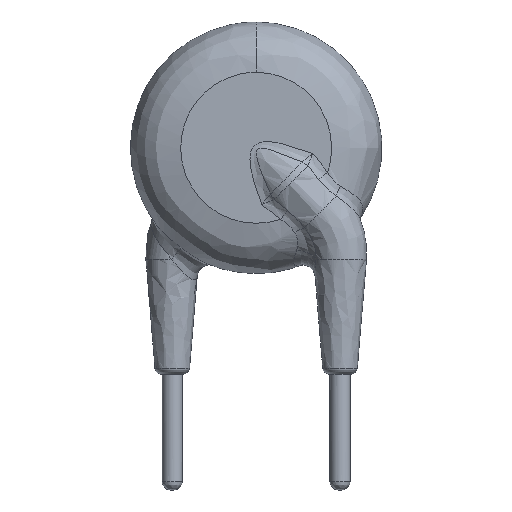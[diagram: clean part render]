
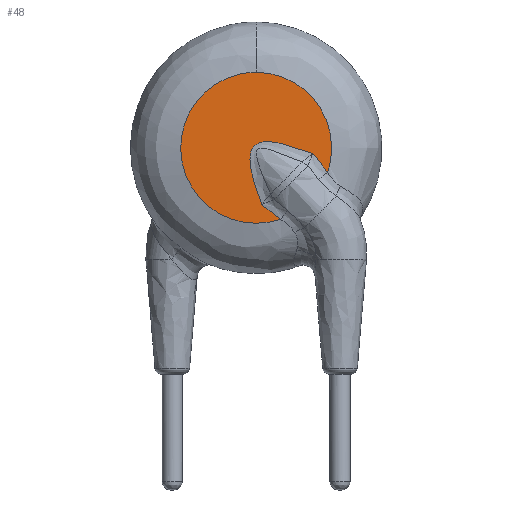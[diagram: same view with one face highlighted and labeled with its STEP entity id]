
A CAD part, front view. The second image highlights one B-rep face of the part: STEP entity #48.
In plain terms, the highlighted planar face has unit normal (0, -1, 0).
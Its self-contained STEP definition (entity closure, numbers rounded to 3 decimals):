
#48=ADVANCED_FACE('',(#99),#772,.T.);
#99=FACE_OUTER_BOUND('',#150,.T.);
#150=EDGE_LOOP('',(#203,#204,#205,#206,#207));
#203=ORIENTED_EDGE('',*,*,#430,.F.);
#204=ORIENTED_EDGE('',*,*,#431,.F.);
#205=ORIENTED_EDGE('',*,*,#438,.F.);
#206=ORIENTED_EDGE('',*,*,#442,.F.);
#207=ORIENTED_EDGE('',*,*,#429,.F.);
#429=EDGE_CURVE('',#659,#660,#577,.T.);
#430=EDGE_CURVE('',#661,#659,#578,.T.);
#431=EDGE_CURVE('',#662,#661,#579,.T.);
#438=EDGE_CURVE('',#663,#662,#548,.T.);
#442=EDGE_CURVE('',#660,#663,#550,.T.);
#548=(
BOUNDED_CURVE()
B_SPLINE_CURVE(2,(#5791,#5792,#5793,#5794,#5795),.UNSPECIFIED.,.F.,.F.)
B_SPLINE_CURVE_WITH_KNOTS((3,2,3),(7.804,9.943,12.081),
 .UNSPECIFIED.)
CURVE()
GEOMETRIC_REPRESENTATION_ITEM()
RATIONAL_B_SPLINE_CURVE((1.,0.889,1.,0.889,1.))
REPRESENTATION_ITEM('')
);
#550=(
BOUNDED_CURVE()
B_SPLINE_CURVE(2,(#5853,#5854,#5855,#5856,#5857,#5858,#5859,#5860,#5861),
 .UNSPECIFIED.,.F.,.F.)
B_SPLINE_CURVE_WITH_KNOTS((3,2,2,2,3),(0.,1.951,3.902,
5.853,7.804),.UNSPECIFIED.)
CURVE()
GEOMETRIC_REPRESENTATION_ITEM()
RATIONAL_B_SPLINE_CURVE((1.,0.907,1.,0.907,1.,0.907,
1.,0.907,1.))
REPRESENTATION_ITEM('')
);
#577=B_SPLINE_CURVE_WITH_KNOTS('',3,(#5622,#5623,#5624,#5625,#5626,#5627,
#5628,#5629),.UNSPECIFIED.,.F.,.F.,(4,2,1,1,4),(-0.708,-0.619,
-0.531,-0.354,0.),.UNSPECIFIED.);
#578=B_SPLINE_CURVE_WITH_KNOTS('',3,(#5630,#5631,#5632,#5633,#5634,#5635,
#5636,#5637,#5638,#5639,#5640,#5641,#5642,#5643,#5644,#5645,#5646,#5647,
#5648,#5649,#5650,#5651,#5652,#5653,#5654,#5655,#5656,#5657,#5658,#5659,
#5660,#5661,#5662,#5663,#5664,#5665,#5666,#5667,#5668,#5669,#5670,#5671,
#5672,#5673,#5674,#5675,#5676,#5677,#5678,#5679,#5680,#5681,#5682,#5683,
#5684,#5685,#5686,#5687,#5688,#5689,#5690,#5691,#5692,#5693,#5694,#5695,
#5696,#5697,#5698,#5699,#5700,#5701,#5702,#5703,#5704,#5705,#5706,#5707,
#5708,#5709,#5710),.UNSPECIFIED.,.F.,.F.,(4,2,2,2,1,2,2,2,2,2,2,2,1,2,2,
2,2,2,2,2,1,1,1,2,2,1,2,2,2,2,2,2,2,1,1,2,2,2,2,2,1,2,2,2,4),(-3.667,
-3.438,-3.208,-2.979,-2.865,
-2.75,-2.635,-2.521,-2.406,-2.349,
-2.32,-2.292,-2.234,-2.177,
-2.12,-2.063,-2.005,-1.948,
-1.891,-1.876,-1.862,-1.833,
-1.776,-1.762,-1.747,-1.719,
-1.704,-1.69,-1.662,-1.604,
-1.547,-1.518,-1.49,-1.432,
-1.375,-1.318,-1.26,-1.146,-1.031,
-0.917,-0.802,-0.688,-0.458,
-0.229,0.),.UNSPECIFIED.);
#579=B_SPLINE_CURVE_WITH_KNOTS('',3,(#5711,#5712,#5713,#5714,#5715,#5716,
#5717,#5718),.UNSPECIFIED.,.F.,.F.,(4,1,1,2,4),(-0.712,-0.356,
-0.178,-0.089,0.),.UNSPECIFIED.);
#659=VERTEX_POINT('',#5560);
#660=VERTEX_POINT('',#5561);
#661=VERTEX_POINT('',#5562);
#662=VERTEX_POINT('',#5563);
#663=VERTEX_POINT('',#5564);
#772=PLANE('',#798);
#798=AXIS2_PLACEMENT_3D('',#816,#807,$);
#807=DIRECTION('',(0.,-1.,0.));
#816=CARTESIAN_POINT('',(-3.422,-1.5,3.727));
#5560=CARTESIAN_POINT('',(0.167,-1.5,5.308));
#5561=CARTESIAN_POINT('',(0.723,-1.5,4.869));
#5562=CARTESIAN_POINT('',(1.692,-1.5,6.833));
#5563=CARTESIAN_POINT('',(2.128,-1.5,6.271));
#5564=CARTESIAN_POINT('',(0.,-1.5,9.25));
#5622=CARTESIAN_POINT('',(0.167,-1.5,5.308));
#5623=CARTESIAN_POINT('',(0.19,-1.5,5.289));
#5624=CARTESIAN_POINT('',(0.213,-1.5,5.271));
#5625=CARTESIAN_POINT('',(0.259,-1.5,5.235));
#5626=CARTESIAN_POINT('',(0.329,-1.5,5.18));
#5627=CARTESIAN_POINT('',(0.491,-1.5,5.052));
#5628=CARTESIAN_POINT('',(0.63,-1.5,4.942));
#5629=CARTESIAN_POINT('',(0.723,-1.5,4.869));
#5630=CARTESIAN_POINT('',(1.692,-1.5,6.833));
#5631=CARTESIAN_POINT('',(1.621,-1.5,6.86));
#5632=CARTESIAN_POINT('',(1.55,-1.5,6.887));
#5633=CARTESIAN_POINT('',(1.407,-1.5,6.938));
#5634=CARTESIAN_POINT('',(1.336,-1.5,6.963));
#5635=CARTESIAN_POINT('',(1.192,-1.5,7.01));
#5636=CARTESIAN_POINT('',(1.119,-1.5,7.033));
#5637=CARTESIAN_POINT('',(1.01,-1.5,7.065));
#5638=CARTESIAN_POINT('',(0.938,-1.5,7.085));
#5639=CARTESIAN_POINT('',(0.864,-1.5,7.104));
#5640=CARTESIAN_POINT('',(0.791,-1.5,7.122));
#5641=CARTESIAN_POINT('',(0.754,-1.5,7.131));
#5642=CARTESIAN_POINT('',(0.68,-1.5,7.146));
#5643=CARTESIAN_POINT('',(0.643,-1.5,7.153));
#5644=CARTESIAN_POINT('',(0.568,-1.5,7.166));
#5645=CARTESIAN_POINT('',(0.531,-1.5,7.171));
#5646=CARTESIAN_POINT('',(0.474,-1.5,7.177));
#5647=CARTESIAN_POINT('',(0.455,-1.5,7.179));
#5648=CARTESIAN_POINT('',(0.426,-1.5,7.181));
#5649=CARTESIAN_POINT('',(0.417,-1.5,7.182));
#5650=CARTESIAN_POINT('',(0.397,-1.5,7.183));
#5651=CARTESIAN_POINT('',(0.388,-1.5,7.184));
#5652=CARTESIAN_POINT('',(0.359,-1.5,7.185));
#5653=CARTESIAN_POINT('',(0.321,-1.5,7.185));
#5654=CARTESIAN_POINT('',(0.283,-1.5,7.184));
#5655=CARTESIAN_POINT('',(0.245,-1.5,7.181));
#5656=CARTESIAN_POINT('',(0.226,-1.5,7.18));
#5657=CARTESIAN_POINT('',(0.188,-1.5,7.174));
#5658=CARTESIAN_POINT('',(0.169,-1.5,7.171));
#5659=CARTESIAN_POINT('',(0.132,-1.5,7.163));
#5660=CARTESIAN_POINT('',(0.113,-1.5,7.158));
#5661=CARTESIAN_POINT('',(0.077,-1.5,7.145));
#5662=CARTESIAN_POINT('',(0.059,-1.5,7.138));
#5663=CARTESIAN_POINT('',(0.025,-1.5,7.122));
#5664=CARTESIAN_POINT('',(0.009,-1.5,7.112));
#5665=CARTESIAN_POINT('',(-0.011,-1.5,7.099));
#5666=CARTESIAN_POINT('',(-0.015,-1.5,7.096));
#5667=CARTESIAN_POINT('',(-0.023,-1.5,7.09));
#5668=CARTESIAN_POINT('',(-0.035,-1.5,7.081));
#5669=CARTESIAN_POINT('',(-0.06,-1.5,7.059));
#5670=CARTESIAN_POINT('',(-0.082,-1.5,7.035));
#5671=CARTESIAN_POINT('',(-0.096,-1.5,7.015));
#5672=CARTESIAN_POINT('',(-0.102,-1.5,7.007));
#5673=CARTESIAN_POINT('',(-0.105,-1.5,7.003));
#5674=CARTESIAN_POINT('',(-0.112,-1.5,6.991));
#5675=CARTESIAN_POINT('',(-0.12,-1.5,6.978));
#5676=CARTESIAN_POINT('',(-0.126,-1.5,6.965));
#5677=CARTESIAN_POINT('',(-0.131,-1.5,6.957));
#5678=CARTESIAN_POINT('',(-0.133,-1.5,6.952));
#5679=CARTESIAN_POINT('',(-0.139,-1.5,6.939));
#5680=CARTESIAN_POINT('',(-0.142,-1.5,6.93));
#5681=CARTESIAN_POINT('',(-0.153,-1.5,6.903));
#5682=CARTESIAN_POINT('',(-0.158,-1.5,6.885));
#5683=CARTESIAN_POINT('',(-0.168,-1.5,6.848));
#5684=CARTESIAN_POINT('',(-0.171,-1.5,6.829));
#5685=CARTESIAN_POINT('',(-0.176,-1.5,6.8));
#5686=CARTESIAN_POINT('',(-0.177,-1.5,6.791));
#5687=CARTESIAN_POINT('',(-0.18,-1.5,6.772));
#5688=CARTESIAN_POINT('',(-0.181,-1.5,6.762));
#5689=CARTESIAN_POINT('',(-0.183,-1.5,6.733));
#5690=CARTESIAN_POINT('',(-0.185,-1.5,6.695));
#5691=CARTESIAN_POINT('',(-0.185,-1.5,6.637));
#5692=CARTESIAN_POINT('',(-0.183,-1.5,6.599));
#5693=CARTESIAN_POINT('',(-0.18,-1.5,6.56));
#5694=CARTESIAN_POINT('',(-0.179,-1.5,6.541));
#5695=CARTESIAN_POINT('',(-0.173,-1.5,6.484));
#5696=CARTESIAN_POINT('',(-0.168,-1.5,6.446));
#5697=CARTESIAN_POINT('',(-0.156,-1.5,6.37));
#5698=CARTESIAN_POINT('',(-0.149,-1.5,6.333));
#5699=CARTESIAN_POINT('',(-0.133,-1.5,6.258));
#5700=CARTESIAN_POINT('',(-0.125,-1.5,6.22));
#5701=CARTESIAN_POINT('',(-0.107,-1.5,6.146));
#5702=CARTESIAN_POINT('',(-0.088,-1.5,6.072));
#5703=CARTESIAN_POINT('',(-0.067,-1.5,5.998));
#5704=CARTESIAN_POINT('',(-0.035,-1.5,5.887));
#5705=CARTESIAN_POINT('',(-0.012,-1.5,5.814));
#5706=CARTESIAN_POINT('',(0.036,-1.5,5.668));
#5707=CARTESIAN_POINT('',(0.061,-1.5,5.596));
#5708=CARTESIAN_POINT('',(0.113,-1.5,5.451));
#5709=CARTESIAN_POINT('',(0.139,-1.5,5.379));
#5710=CARTESIAN_POINT('',(0.167,-1.5,5.308));
#5711=CARTESIAN_POINT('',(2.128,-1.5,6.271));
#5712=CARTESIAN_POINT('',(2.056,-1.5,6.365));
#5713=CARTESIAN_POINT('',(1.948,-1.5,6.506));
#5714=CARTESIAN_POINT('',(1.82,-1.5,6.67));
#5715=CARTESIAN_POINT('',(1.766,-1.5,6.74));
#5716=CARTESIAN_POINT('',(1.729,-1.5,6.787));
#5717=CARTESIAN_POINT('',(1.711,-1.5,6.81));
#5718=CARTESIAN_POINT('',(1.692,-1.5,6.833));
#5791=CARTESIAN_POINT('',(0.,-1.5,9.25));
#5792=CARTESIAN_POINT('',(1.158,-1.5,9.25));
#5793=CARTESIAN_POINT('',(1.831,-1.5,8.308));
#5794=CARTESIAN_POINT('',(2.504,-1.5,7.366));
#5795=CARTESIAN_POINT('',(2.128,-1.5,6.271));
#5853=CARTESIAN_POINT('',(0.723,-1.5,4.869));
#5854=CARTESIAN_POINT('',(-0.264,-1.5,4.535));
#5855=CARTESIAN_POINT('',(-1.157,-1.5,5.07));
#5856=CARTESIAN_POINT('',(-2.051,-1.5,5.606));
#5857=CARTESIAN_POINT('',(-2.22,-1.5,6.634));
#5858=CARTESIAN_POINT('',(-2.39,-1.5,7.662));
#5859=CARTESIAN_POINT('',(-1.716,-1.5,8.456));
#5860=CARTESIAN_POINT('',(-1.042,-1.5,9.25));
#5861=CARTESIAN_POINT('',(0.,-1.5,9.25));
